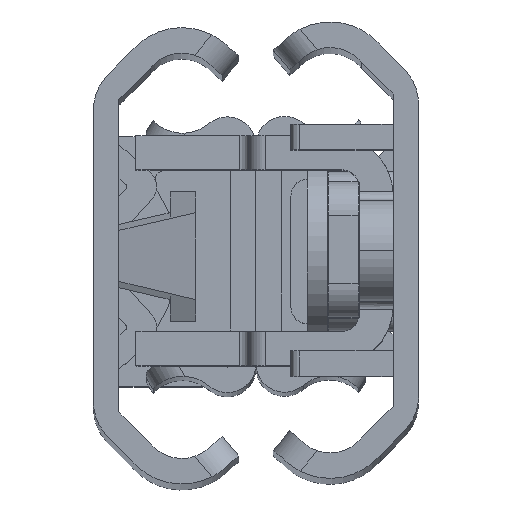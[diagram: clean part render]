
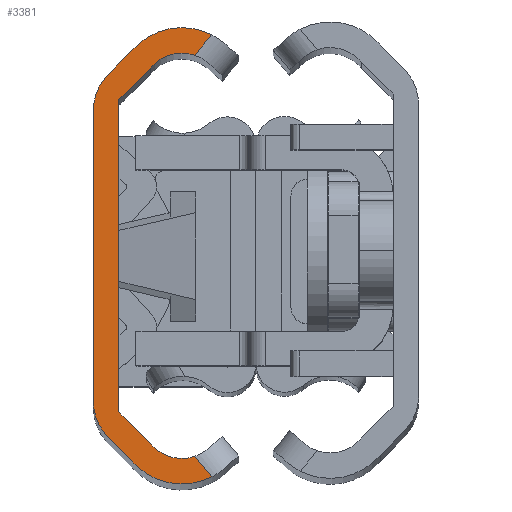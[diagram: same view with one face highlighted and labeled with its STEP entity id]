
A CAD part, top view. The second image highlights one B-rep face of the part: STEP entity #3381.
In plain terms, the highlighted planar face has unit normal (0, 0, 1).
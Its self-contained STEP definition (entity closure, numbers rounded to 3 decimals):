
#139 = CARTESIAN_POINT ( 'NONE',  ( 5.454, 12.981, 0. ) ) ;
#189 = EDGE_CURVE ( 'NONE', #10925, #7660, #8319, .T. ) ;
#192 = ORIENTED_EDGE ( 'NONE', *, *, #5048, .T. ) ;
#214 = VERTEX_POINT ( 'NONE', #6498 ) ;
#237 = LINE ( 'NONE', #4253, #9217 ) ;
#342 = CIRCLE ( 'NONE', #4936, 2.38 ) ;
#504 = DIRECTION ( 'NONE',  ( 0., 0., -1. ) ) ;
#727 = ORIENTED_EDGE ( 'NONE', *, *, #1886, .T. ) ;
#817 = EDGE_CURVE ( 'NONE', #11358, #6130, #9830, .T. ) ;
#819 = VECTOR ( 'NONE', #5534, 1000. ) ;
#917 = EDGE_CURVE ( 'NONE', #214, #2774, #8950, .T. ) ;
#947 = CARTESIAN_POINT ( 'NONE',  ( 1.859, -11.028, 0. ) ) ;
#948 = VERTEX_POINT ( 'NONE', #139 ) ;
#1018 = CARTESIAN_POINT ( 'NONE',  ( 3.7, -9.52, 0. ) ) ;
#1123 = ORIENTED_EDGE ( 'NONE', *, *, #9138, .T. ) ;
#1381 = CIRCLE ( 'NONE', #11141, 3.88 ) ;
#1651 = DIRECTION ( 'NONE',  ( 0., -1., 0. ) ) ;
#1886 = EDGE_CURVE ( 'NONE', #7915, #2379, #5178, .T. ) ;
#2057 = EDGE_CURVE ( 'NONE', #6130, #9923, #4884, .T. ) ;
#2379 = VERTEX_POINT ( 'NONE', #4363 ) ;
#2409 = DIRECTION ( 'NONE',  ( 0., 1., 0. ) ) ;
#2577 = LINE ( 'NONE', #6602, #819 ) ;
#2619 = AXIS2_PLACEMENT_3D ( 'NONE', #5141, #13129, #4026 ) ;
#2774 = VERTEX_POINT ( 'NONE', #5445 ) ;
#2920 = CARTESIAN_POINT ( 'NONE',  ( -0.621, -10.669, 0. ) ) ;
#3310 = AXIS2_PLACEMENT_3D ( 'NONE', #6521, #5266, #12641 ) ;
#3333 = DIRECTION ( 'NONE',  ( 0., 0., -1. ) ) ;
#3371 = VERTEX_POINT ( 'NONE', #9978 ) ;
#3381 = ADVANCED_FACE ( 'NONE', ( #9774 ), #11039, .T. ) ;
#3880 = AXIS2_PLACEMENT_3D ( 'NONE', #9754, #5875, #9957 ) ;
#3896 = CIRCLE ( 'NONE', #3310, 3.88 ) ;
#3916 = EDGE_CURVE ( 'NONE', #7195, #3371, #7227, .T. ) ;
#4024 = CARTESIAN_POINT ( 'NONE',  ( -1.5, -8.548, 0. ) ) ;
#4026 = DIRECTION ( 'NONE',  ( 1., 0., 0. ) ) ;
#4095 = CARTESIAN_POINT ( 'NONE',  ( -0.621, 10.669, 0. ) ) ;
#4160 = CARTESIAN_POINT ( 'NONE',  ( 1.638, -8.432, 0. ) ) ;
#4253 = CARTESIAN_POINT ( 'NONE',  ( 1.859, 11.028, 0. ) ) ;
#4312 = CARTESIAN_POINT ( 'NONE',  ( 0., 9.169, 0. ) ) ;
#4346 = VECTOR ( 'NONE', #10952, 1000. ) ;
#4363 = CARTESIAN_POINT ( 'NONE',  ( 0., 9.169, 0. ) ) ;
#4768 = CARTESIAN_POINT ( 'NONE',  ( 0.752, 12.042, 0. ) ) ;
#4884 = LINE ( 'NONE', #2920, #4346 ) ;
#4936 = AXIS2_PLACEMENT_3D ( 'NONE', #8464, #504, #5457 ) ;
#4950 = ORIENTED_EDGE ( 'NONE', *, *, #9863, .T. ) ;
#5048 = EDGE_CURVE ( 'NONE', #9478, #11358, #10747, .T. ) ;
#5141 = CARTESIAN_POINT ( 'NONE',  ( 1.5, 8.548, 0. ) ) ;
#5153 = DIRECTION ( 'NONE',  ( -0.707, -0.707, 0. ) ) ;
#5178 = LINE ( 'NONE', #4312, #10218 ) ;
#5266 = DIRECTION ( 'NONE',  ( 0., 0., 1. ) ) ;
#5327 = EDGE_CURVE ( 'NONE', #3371, #9478, #7727, .T. ) ;
#5367 = EDGE_CURVE ( 'NONE', #2774, #9725, #342, .T. ) ;
#5445 = CARTESIAN_POINT ( 'NONE',  ( 4.446, -11.78, 0. ) ) ;
#5457 = DIRECTION ( 'NONE',  ( 1., 0., 0. ) ) ;
#5534 = DIRECTION ( 'NONE',  ( 0.643, 0.766, 0. ) ) ;
#5875 = DIRECTION ( 'NONE',  ( 0., 0., 1. ) ) ;
#5930 = VECTOR ( 'NONE', #5153, 1000. ) ;
#5971 = DIRECTION ( 'NONE',  ( 0.707, 0.707, 0. ) ) ;
#5989 = VECTOR ( 'NONE', #13072, 1000. ) ;
#6130 = VERTEX_POINT ( 'NONE', #8966 ) ;
#6266 = ORIENTED_EDGE ( 'NONE', *, *, #5367, .T. ) ;
#6498 = CARTESIAN_POINT ( 'NONE',  ( 5.454, -12.981, 0. ) ) ;
#6521 = CARTESIAN_POINT ( 'NONE',  ( 3.7, 9.52, 0. ) ) ;
#6602 = CARTESIAN_POINT ( 'NONE',  ( -6.78, -1.6, 0. ) ) ;
#7195 = VERTEX_POINT ( 'NONE', #4768 ) ;
#7196 = VECTOR ( 'NONE', #1651, 1000. ) ;
#7227 = LINE ( 'NONE', #4095, #5930 ) ;
#7461 = EDGE_CURVE ( 'NONE', #2379, #10925, #237, .T. ) ;
#7498 = CARTESIAN_POINT ( 'NONE',  ( 3.7, 9.52, 0. ) ) ;
#7660 = VERTEX_POINT ( 'NONE', #10833 ) ;
#7691 = ORIENTED_EDGE ( 'NONE', *, *, #3916, .T. ) ;
#7727 = CIRCLE ( 'NONE', #2619, 3. ) ;
#7820 = ORIENTED_EDGE ( 'NONE', *, *, #189, .T. ) ;
#7830 = DIRECTION ( 'NONE',  ( 0., 0., 1. ) ) ;
#7915 = VERTEX_POINT ( 'NONE', #12526 ) ;
#7969 = DIRECTION ( 'NONE',  ( 1., 0., 0. ) ) ;
#7973 = DIRECTION ( 'NONE',  ( 1., 0., 0. ) ) ;
#8204 = ORIENTED_EDGE ( 'NONE', *, *, #817, .T. ) ;
#8319 = CIRCLE ( 'NONE', #11306, 2.38 ) ;
#8379 = ORIENTED_EDGE ( 'NONE', *, *, #10992, .T. ) ;
#8464 = CARTESIAN_POINT ( 'NONE',  ( 3.7, -9.52, 0. ) ) ;
#8710 = ORIENTED_EDGE ( 'NONE', *, *, #5327, .T. ) ;
#8950 = LINE ( 'NONE', #4160, #5989 ) ;
#8966 = CARTESIAN_POINT ( 'NONE',  ( -0.621, -10.669, 0. ) ) ;
#9138 = EDGE_CURVE ( 'NONE', #9725, #7915, #10045, .T. ) ;
#9208 = ORIENTED_EDGE ( 'NONE', *, *, #2057, .T. ) ;
#9217 = VECTOR ( 'NONE', #5971, 1000. ) ;
#9478 = VERTEX_POINT ( 'NONE', #11616 ) ;
#9485 = CARTESIAN_POINT ( 'NONE',  ( 0.752, -12.042, 0. ) ) ;
#9503 = DIRECTION ( 'NONE',  ( 1., 0., 0. ) ) ;
#9725 = VERTEX_POINT ( 'NONE', #11160 ) ;
#9754 = CARTESIAN_POINT ( 'NONE',  ( 1.5, -8.548, 0. ) ) ;
#9774 = FACE_OUTER_BOUND ( 'NONE', #11711, .T. ) ;
#9830 = CIRCLE ( 'NONE', #3880, 3. ) ;
#9863 = EDGE_CURVE ( 'NONE', #7660, #948, #2577, .T. ) ;
#9923 = VERTEX_POINT ( 'NONE', #9485 ) ;
#9957 = DIRECTION ( 'NONE',  ( 1., 0., 0. ) ) ;
#9978 = CARTESIAN_POINT ( 'NONE',  ( -0.621, 10.669, 0. ) ) ;
#9982 = CARTESIAN_POINT ( 'NONE',  ( 1.859, 11.028, 0. ) ) ;
#10045 = LINE ( 'NONE', #947, #12879 ) ;
#10145 = ORIENTED_EDGE ( 'NONE', *, *, #917, .T. ) ;
#10218 = VECTOR ( 'NONE', #2409, 1000. ) ;
#10258 = EDGE_CURVE ( 'NONE', #948, #7195, #3896, .T. ) ;
#10489 = CARTESIAN_POINT ( 'NONE',  ( -1.5, -8.548, 0. ) ) ;
#10747 = LINE ( 'NONE', #10489, #7196 ) ;
#10833 = CARTESIAN_POINT ( 'NONE',  ( 4.446, 11.78, 0. ) ) ;
#10925 = VERTEX_POINT ( 'NONE', #9982 ) ;
#10952 = DIRECTION ( 'NONE',  ( 0.707, -0.707, 0. ) ) ;
#10992 = EDGE_CURVE ( 'NONE', #9923, #214, #1381, .T. ) ;
#10999 = ORIENTED_EDGE ( 'NONE', *, *, #7461, .T. ) ;
#11039 = PLANE ( 'NONE',  #12927 ) ;
#11042 = DIRECTION ( 'NONE',  ( 0., 0., 1. ) ) ;
#11141 = AXIS2_PLACEMENT_3D ( 'NONE', #1018, #11042, #7973 ) ;
#11160 = CARTESIAN_POINT ( 'NONE',  ( 1.859, -11.028, 0. ) ) ;
#11306 = AXIS2_PLACEMENT_3D ( 'NONE', #7498, #3333, #9503 ) ;
#11358 = VERTEX_POINT ( 'NONE', #4024 ) ;
#11616 = CARTESIAN_POINT ( 'NONE',  ( -1.5, 8.548, 0. ) ) ;
#11711 = EDGE_LOOP ( 'NONE', ( #8379, #10145, #6266, #1123, #727, #10999, #7820, #4950, #13121, #7691, #8710, #192, #8204, #9208 ) ) ;
#11953 = DIRECTION ( 'NONE',  ( -0.707, 0.707, 0. ) ) ;
#12526 = CARTESIAN_POINT ( 'NONE',  ( 0., -9.169, 0. ) ) ;
#12641 = DIRECTION ( 'NONE',  ( 1., 0., 0. ) ) ;
#12879 = VECTOR ( 'NONE', #11953, 1000. ) ;
#12927 = AXIS2_PLACEMENT_3D ( 'NONE', #13091, #7830, #7969 ) ;
#13072 = DIRECTION ( 'NONE',  ( -0.643, 0.766, 0. ) ) ;
#13091 = CARTESIAN_POINT ( 'NONE',  ( 1.5, -8.548, 0. ) ) ;
#13121 = ORIENTED_EDGE ( 'NONE', *, *, #10258, .T. ) ;
#13129 = DIRECTION ( 'NONE',  ( 0., 0., 1. ) ) ;
